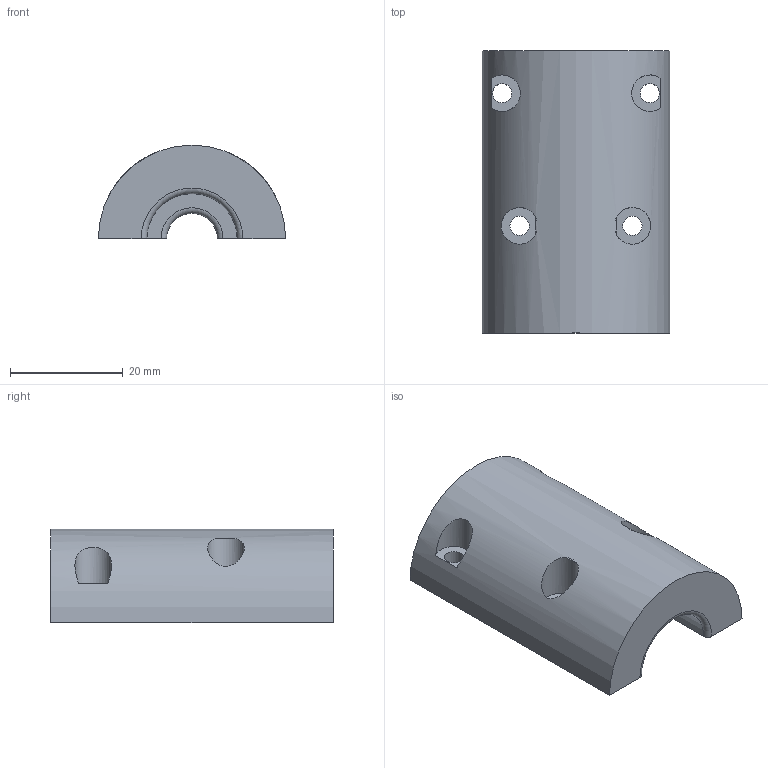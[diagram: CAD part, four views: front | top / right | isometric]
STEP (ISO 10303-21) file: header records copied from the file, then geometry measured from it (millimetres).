
FILE_DESCRIPTION( ( '' ), ' ' );
FILE_NAME( '5a81b5eb8025f60fd274ac08.step', '2018-02-12T15:42:36', ( '' ), ( '' ), ' ', ' ', ' ' );
FILE_SCHEMA( ( 'AUTOMOTIVE_DESIGN { 1 0 10303 214 1 1 1 1 }' ) );
Length unit declared in the file: metre
Products named in the file (1): upper_spring_sleeve
Bounding box: 33.2 x 50 x 16.6 mm (x, y, z)
Volume: 16173.6 mm3; surface area: 6254.7 mm2
Topology: 1 solids, 1 shells, 35 faces, 79 edges, 52 vertices
Faces by surface type: plane 18, cylinder 14, torus 3
Full cylindrical faces by diameter (mm): 3.4 x4, 6.5 x2
Entity records: 1462 total; most frequent: CARTESIAN_POINT 375, DIRECTION 172, ORIENTED_EDGE 142, AXIS2_PLACEMENT_3D 71, EDGE_CURVE 71, EDGE_LOOP 55, VERTEX_POINT 50, FACE_OUTER_BOUND 41
